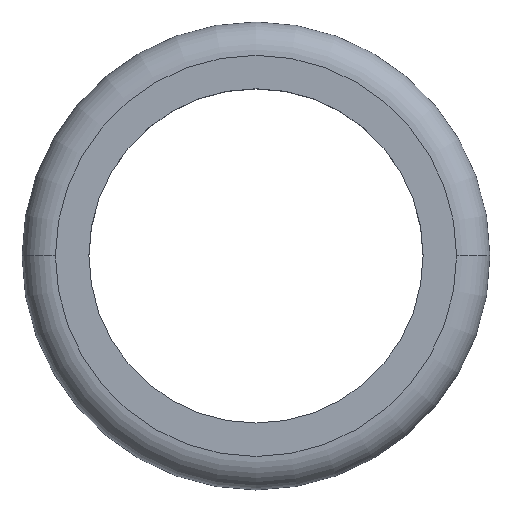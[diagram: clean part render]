
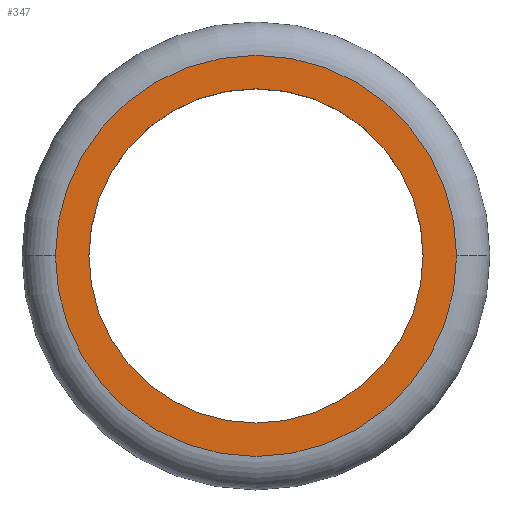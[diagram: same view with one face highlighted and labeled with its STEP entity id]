
A CAD part, top view. The second image highlights one B-rep face of the part: STEP entity #347.
In plain terms, the highlighted planar face has unit normal (0, 0, 1).
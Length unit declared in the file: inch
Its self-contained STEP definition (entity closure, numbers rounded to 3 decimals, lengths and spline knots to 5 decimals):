
#4 = CARTESIAN_POINT ( 'NONE',  ( 0., 0., 0.196 ) ) ;
#11 = CARTESIAN_POINT ( 'NONE',  ( 0., 0., 0.196 ) ) ;
#15 = CIRCLE ( 'NONE', #61, 0.3125 ) ;
#21 = FACE_BOUND ( 'NONE', #269, .T. ) ;
#24 = EDGE_CURVE ( 'NONE', #54, #154, #129, .T. ) ;
#27 = VERTEX_POINT ( 'NONE', #310 ) ;
#30 = EDGE_CURVE ( 'NONE', #209, #27, #222, .T. ) ;
#44 = DIRECTION ( 'NONE',  ( 0., 0., 1. ) ) ;
#46 = ORIENTED_EDGE ( 'NONE', *, *, #24, .T. ) ;
#54 = VERTEX_POINT ( 'NONE', #311 ) ;
#61 = AXIS2_PLACEMENT_3D ( 'NONE', #134, #345, #268 ) ;
#107 = DIRECTION ( 'NONE',  ( 0., 0., 1. ) ) ;
#110 = EDGE_LOOP ( 'NONE', ( #185, #46 ) ) ;
#111 = DIRECTION ( 'NONE',  ( 0., 0., 1. ) ) ;
#119 = ORIENTED_EDGE ( 'NONE', *, *, #325, .F. ) ;
#129 = CIRCLE ( 'NONE', #296, 0.375 ) ;
#134 = CARTESIAN_POINT ( 'NONE',  ( 0., 0., 0.196 ) ) ;
#150 = PLANE ( 'NONE',  #161 ) ;
#154 = VERTEX_POINT ( 'NONE', #192 ) ;
#156 = CARTESIAN_POINT ( 'NONE',  ( 0., 0., 0.196 ) ) ;
#161 = AXIS2_PLACEMENT_3D ( 'NONE', #4, #205, #266 ) ;
#185 = ORIENTED_EDGE ( 'NONE', *, *, #247, .T. ) ;
#192 = CARTESIAN_POINT ( 'NONE',  ( 0.375, 0., 0.196 ) ) ;
#205 = DIRECTION ( 'NONE',  ( 0., 0., 1. ) ) ;
#209 = VERTEX_POINT ( 'NONE', #288 ) ;
#222 = CIRCLE ( 'NONE', #335, 0.3125 ) ;
#227 = AXIS2_PLACEMENT_3D ( 'NONE', #156, #44, #261 ) ;
#243 = DIRECTION ( 'NONE',  ( 1., 0., 0. ) ) ;
#247 = EDGE_CURVE ( 'NONE', #154, #54, #337, .T. ) ;
#257 = FACE_OUTER_BOUND ( 'NONE', #110, .T. ) ;
#258 = CARTESIAN_POINT ( 'NONE',  ( 0., 0., 0.196 ) ) ;
#261 = DIRECTION ( 'NONE',  ( 1., 0., 0. ) ) ;
#266 = DIRECTION ( 'NONE',  ( 1., 0., 0. ) ) ;
#268 = DIRECTION ( 'NONE',  ( 1., 0., 0. ) ) ;
#269 = EDGE_LOOP ( 'NONE', ( #119, #299 ) ) ;
#288 = CARTESIAN_POINT ( 'NONE',  ( 0.3125, 0., 0.196 ) ) ;
#296 = AXIS2_PLACEMENT_3D ( 'NONE', #11, #107, #243 ) ;
#299 = ORIENTED_EDGE ( 'NONE', *, *, #30, .F. ) ;
#310 = CARTESIAN_POINT ( 'NONE',  ( -0.3125, 0., 0.196 ) ) ;
#311 = CARTESIAN_POINT ( 'NONE',  ( -0.375, 0., 0.196 ) ) ;
#320 = DIRECTION ( 'NONE',  ( 1., 0., 0. ) ) ;
#325 = EDGE_CURVE ( 'NONE', #27, #209, #15, .T. ) ;
#335 = AXIS2_PLACEMENT_3D ( 'NONE', #258, #111, #320 ) ;
#337 = CIRCLE ( 'NONE', #227, 0.375 ) ;
#345 = DIRECTION ( 'NONE',  ( 0., 0., 1. ) ) ;
#347 = ADVANCED_FACE ( 'NONE', ( #257, #21 ), #150, .T. ) ;
